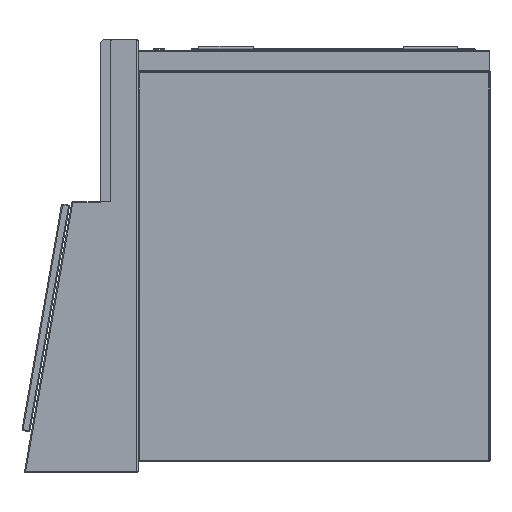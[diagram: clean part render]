
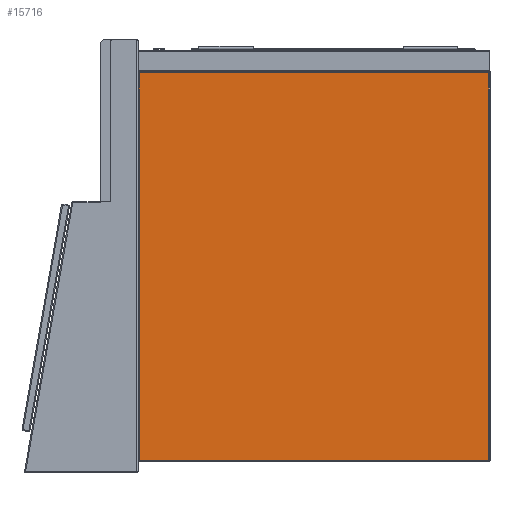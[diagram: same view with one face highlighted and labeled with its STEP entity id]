
A CAD part, left-side view. The second image highlights one B-rep face of the part: STEP entity #15716.
In plain terms, the highlighted planar face has unit normal (-1, 0, 0).
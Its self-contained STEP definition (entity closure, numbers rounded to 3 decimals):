
#522 = VERTEX_POINT ( 'NONE', #28191 ) ;
#1224 = ORIENTED_EDGE ( 'NONE', *, *, #6666, .T. ) ;
#3289 = CARTESIAN_POINT ( 'NONE',  ( -660., 325., -42. ) ) ;
#3698 = CARTESIAN_POINT ( 'NONE',  ( -660., -323., -760. ) ) ;
#4005 = VECTOR ( 'NONE', #9489, 1000. ) ;
#5078 = EDGE_LOOP ( 'NONE', ( #10134, #1224, #15018, #29765 ) ) ;
#6666 = EDGE_CURVE ( 'NONE', #522, #6710, #24394, .T. ) ;
#6710 = VERTEX_POINT ( 'NONE', #30687 ) ;
#7780 = EDGE_CURVE ( 'NONE', #30518, #34698, #20014, .T. ) ;
#8306 = DIRECTION ( 'NONE',  ( -1., 0., 0. ) ) ;
#8783 = VECTOR ( 'NONE', #18110, 1000. ) ;
#9286 = LINE ( 'NONE', #32489, #4005 ) ;
#9489 = DIRECTION ( 'NONE',  ( 0., 0., -1. ) ) ;
#10134 = ORIENTED_EDGE ( 'NONE', *, *, #24459, .T. ) ;
#11939 = PLANE ( 'NONE',  #38895 ) ;
#14854 = CARTESIAN_POINT ( 'NONE',  ( -660., -323., -758. ) ) ;
#15018 = ORIENTED_EDGE ( 'NONE', *, *, #24732, .T. ) ;
#15716 = ADVANCED_FACE ( 'Fl�che7', ( #36081 ), #11939, .T. ) ;
#18110 = DIRECTION ( 'NONE',  ( 0., 1., 0. ) ) ;
#20014 = LINE ( 'NONE', #32799, #39917 ) ;
#20587 = CARTESIAN_POINT ( 'NONE',  ( -660., 323., -758. ) ) ;
#21260 = DIRECTION ( 'NONE',  ( 0., 0., 1. ) ) ;
#22727 = VECTOR ( 'NONE', #37764, 1000. ) ;
#24301 = CARTESIAN_POINT ( 'NONE',  ( -660., -325., -760. ) ) ;
#24394 = LINE ( 'NONE', #3289, #8783 ) ;
#24459 = EDGE_CURVE ( 'NONE', #34698, #522, #31881, .T. ) ;
#24732 = EDGE_CURVE ( 'NONE', #6710, #30518, #9286, .T. ) ;
#28191 = CARTESIAN_POINT ( 'NONE',  ( -660., -323., -42. ) ) ;
#29765 = ORIENTED_EDGE ( 'NONE', *, *, #7780, .T. ) ;
#30518 = VERTEX_POINT ( 'NONE', #20587 ) ;
#30687 = CARTESIAN_POINT ( 'NONE',  ( -660., 323., -42. ) ) ;
#31881 = LINE ( 'NONE', #3698, #22727 ) ;
#32489 = CARTESIAN_POINT ( 'NONE',  ( -660., 323., -760. ) ) ;
#32799 = CARTESIAN_POINT ( 'NONE',  ( -660., -325., -758. ) ) ;
#34698 = VERTEX_POINT ( 'NONE', #14854 ) ;
#36081 = FACE_OUTER_BOUND ( 'NONE', #5078, .T. ) ;
#37764 = DIRECTION ( 'NONE',  ( 0., 0., 1. ) ) ;
#38858 = DIRECTION ( 'NONE',  ( 0., -1., 0. ) ) ;
#38895 = AXIS2_PLACEMENT_3D ( 'NONE', #24301, #8306, #21260 ) ;
#39917 = VECTOR ( 'NONE', #38858, 1000. ) ;
